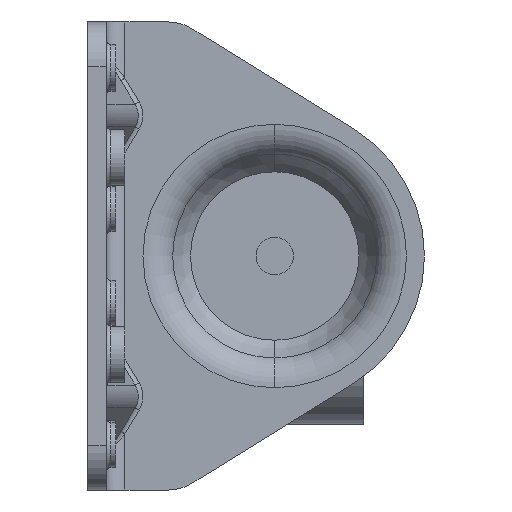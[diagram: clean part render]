
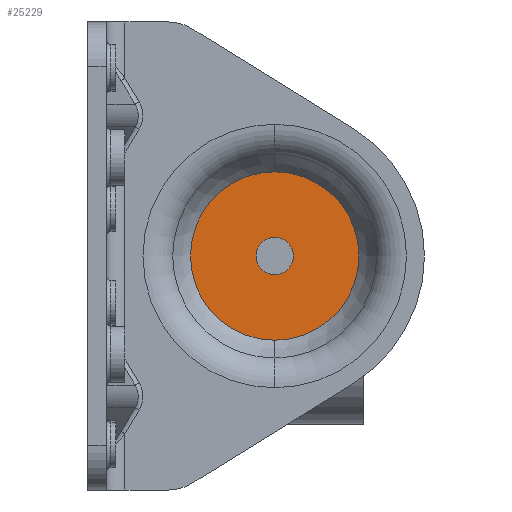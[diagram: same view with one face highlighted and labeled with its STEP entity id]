
A CAD part, front view. The second image highlights one B-rep face of the part: STEP entity #25229.
In plain terms, the highlighted planar face has unit normal (0, -1, 0).
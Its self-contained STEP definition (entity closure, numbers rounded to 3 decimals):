
#11317=CARTESIAN_POINT('',(0.,-3.827,0.));
#11318=DIRECTION('',(0.,-1.,0.));
#11319=DIRECTION('',(1.,0.,0.));
#11320=AXIS2_PLACEMENT_3D('',#11317,#11318,#11319);
#11322=CARTESIAN_POINT('',(0.,-3.827,0.));
#11323=DIRECTION('',(0.,1.,0.));
#11324=DIRECTION('',(1.,0.,0.));
#11325=AXIS2_PLACEMENT_3D('',#11322,#11323,#11324);
#11327=CARTESIAN_POINT('',(0.,-3.827,0.));
#11328=DIRECTION('',(0.,-1.,0.));
#11329=DIRECTION('',(0.,0.,-1.));
#11330=AXIS2_PLACEMENT_3D('',#11327,#11328,#11329);
#11337=CARTESIAN_POINT('',(0.,-3.827,0.));
#11338=DIRECTION('',(0.,-1.,0.));
#11339=DIRECTION('',(0.,0.,1.));
#11340=AXIS2_PLACEMENT_3D('',#11337,#11338,#11339);
#13523=CARTESIAN_POINT('',(9.,-3.827,0.));
#13524=VERTEX_POINT('',#13523);
#13525=CARTESIAN_POINT('',(-9.,-3.827,0.));
#13526=VERTEX_POINT('',#13525);
#13529=CARTESIAN_POINT('',(0.,-3.827,-2.));
#13530=CARTESIAN_POINT('',(0.,-3.827,2.));
#13531=VERTEX_POINT('',#13529);
#13532=VERTEX_POINT('',#13530);
#25214=CARTESIAN_POINT('',(0.,-3.827,0.));
#25215=DIRECTION('',(0.,1.,0.));
#25216=DIRECTION('',(-1.,0.,0.));
#25217=AXIS2_PLACEMENT_3D('',#25214,#25215,#25216);
#25218=PLANE('',#25217);
#25219=ORIENTED_EDGE('',*,*,#25179,.F.);
#25220=ORIENTED_EDGE('',*,*,#25202,.T.);
#25221=EDGE_LOOP('',(#25219,#25220));
#25222=FACE_OUTER_BOUND('',#25221,.F.);
#25224=ORIENTED_EDGE('',*,*,#25223,.T.);
#25226=ORIENTED_EDGE('',*,*,#25225,.T.);
#25227=EDGE_LOOP('',(#25224,#25226));
#25228=FACE_BOUND('',#25227,.F.);
#25229=ADVANCED_FACE('',(#25222,#25228),#25218,.F.);
#11321=CIRCLE('',#11320,9.);
#11326=CIRCLE('',#11325,9.);
#11331=CIRCLE('',#11330,2.);
#11341=CIRCLE('',#11340,2.);
#25179=EDGE_CURVE('',#13524,#13526,#11321,.T.);
#25202=EDGE_CURVE('',#13524,#13526,#11326,.T.);
#25223=EDGE_CURVE('',#13531,#13532,#11331,.T.);
#25225=EDGE_CURVE('',#13532,#13531,#11341,.T.);
